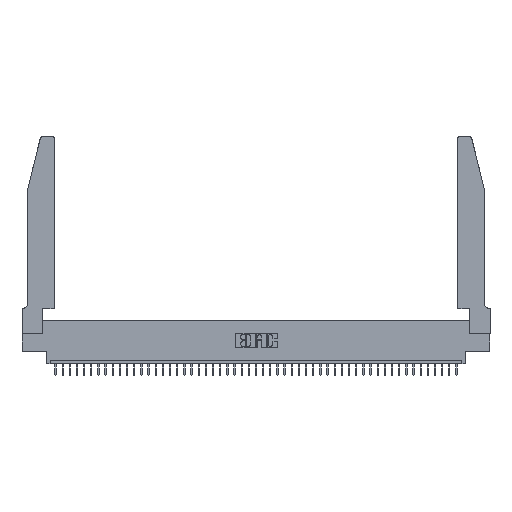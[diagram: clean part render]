
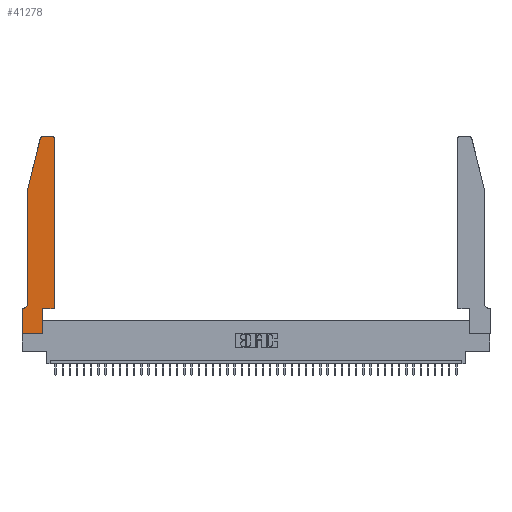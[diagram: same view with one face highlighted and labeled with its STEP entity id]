
A CAD part, top view. The second image highlights one B-rep face of the part: STEP entity #41278.
In plain terms, the highlighted planar face has unit normal (0, 0, 1).
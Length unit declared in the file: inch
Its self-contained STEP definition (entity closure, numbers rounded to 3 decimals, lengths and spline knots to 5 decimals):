
#1245 = VECTOR ( 'NONE', #14480, 39.37008 ) ;
#1374 = DIRECTION ( 'NONE',  ( 0., 0., 1. ) ) ;
#1953 = DIRECTION ( 'NONE',  ( 1., 0., 0. ) ) ;
#1956 = VECTOR ( 'NONE', #25040, 39.37008 ) ;
#2294 = LINE ( 'NONE', #8608, #36609 ) ;
#2408 = LINE ( 'NONE', #8176, #1245 ) ;
#2656 = EDGE_CURVE ( 'NONE', #18381, #14700, #24302, .T. ) ;
#3070 = CARTESIAN_POINT ( 'NONE',  ( 0., 0., 0.37 ) ) ;
#3469 = CARTESIAN_POINT ( 'NONE',  ( 0.0755, 0.42, 0.37 ) ) ;
#4410 = DIRECTION ( 'NONE',  ( -1., 0., 0. ) ) ;
#4479 = VERTEX_POINT ( 'NONE', #32809 ) ;
#4559 = CARTESIAN_POINT ( 'NONE',  ( 0.4505, 0.35, 0.37 ) ) ;
#6218 = VERTEX_POINT ( 'NONE', #3469 ) ;
#6234 = ORIENTED_EDGE ( 'NONE', *, *, #21293, .T. ) ;
#6365 = VECTOR ( 'NONE', #22524, 39.37008 ) ;
#6768 = CARTESIAN_POINT ( 'NONE',  ( 0., 0.35, 0.37 ) ) ;
#7345 = EDGE_CURVE ( 'NONE', #14700, #11321, #16708, .T. ) ;
#7559 = DIRECTION ( 'NONE',  ( -1., 0., 0. ) ) ;
#7769 = VECTOR ( 'NONE', #32085, 39.37008 ) ;
#8176 = CARTESIAN_POINT ( 'NONE',  ( 0.4505, 0.35, 0.37 ) ) ;
#8608 = CARTESIAN_POINT ( 'NONE',  ( 0., 0., 0.37 ) ) ;
#8970 = VERTEX_POINT ( 'NONE', #39592 ) ;
#10524 = EDGE_CURVE ( 'NONE', #17452, #11819, #45185, .T. ) ;
#11321 = VERTEX_POINT ( 'NONE', #44799 ) ;
#11513 = CARTESIAN_POINT ( 'NONE',  ( 0.25487, 2.72718, 0.37 ) ) ;
#11615 = EDGE_CURVE ( 'NONE', #31374, #6218, #15723, .T. ) ;
#11703 = ORIENTED_EDGE ( 'NONE', *, *, #22904, .T. ) ;
#11819 = VERTEX_POINT ( 'NONE', #18161 ) ;
#12386 = ORIENTED_EDGE ( 'NONE', *, *, #11615, .T. ) ;
#12983 = DIRECTION ( 'NONE',  ( -0.239, -0.971, 0. ) ) ;
#14000 = ORIENTED_EDGE ( 'NONE', *, *, #28079, .T. ) ;
#14480 = DIRECTION ( 'NONE',  ( 0., 1., 0. ) ) ;
#14558 = ORIENTED_EDGE ( 'NONE', *, *, #38969, .T. ) ;
#14700 = VERTEX_POINT ( 'NONE', #27347 ) ;
#15671 = CARTESIAN_POINT ( 'NONE',  ( 0.4505, 2.72, 0.37 ) ) ;
#15723 = LINE ( 'NONE', #38525, #6365 ) ;
#16708 = LINE ( 'NONE', #28093, #7769 ) ;
#17452 = VERTEX_POINT ( 'NONE', #6768 ) ;
#17516 = CARTESIAN_POINT ( 'NONE',  ( 0.0755, 2., 0.37 ) ) ;
#18161 = CARTESIAN_POINT ( 'NONE',  ( 0., 0., 0.37 ) ) ;
#18381 = VERTEX_POINT ( 'NONE', #15671 ) ;
#19254 = VECTOR ( 'NONE', #35278, 39.37008 ) ;
#20312 = ORIENTED_EDGE ( 'NONE', *, *, #41402, .T. ) ;
#21293 = EDGE_CURVE ( 'NONE', #11321, #39954, #45259, .T. ) ;
#21863 = VERTEX_POINT ( 'NONE', #4559 ) ;
#22524 = DIRECTION ( 'NONE',  ( 0., -1., 0. ) ) ;
#22774 = CIRCLE ( 'NONE', #27521, 0.07 ) ;
#22904 = EDGE_CURVE ( 'NONE', #4479, #17452, #26225, .T. ) ;
#23478 = DIRECTION ( 'NONE',  ( 1., 0., 0. ) ) ;
#23665 = ORIENTED_EDGE ( 'NONE', *, *, #10524, .T. ) ;
#23703 = ORIENTED_EDGE ( 'NONE', *, *, #30350, .T. ) ;
#24302 = CIRCLE ( 'NONE', #43743, 0.03 ) ;
#24728 = ORIENTED_EDGE ( 'NONE', *, *, #2656, .T. ) ;
#24761 = FACE_OUTER_BOUND ( 'NONE', #45349, .T. ) ;
#24905 = CARTESIAN_POINT ( 'NONE',  ( 0.2865, 0.35, 0.37 ) ) ;
#25040 = DIRECTION ( 'NONE',  ( 0., 1., 0. ) ) ;
#25764 = ORIENTED_EDGE ( 'NONE', *, *, #7345, .T. ) ;
#26225 = LINE ( 'NONE', #32608, #40077 ) ;
#26955 = ORIENTED_EDGE ( 'NONE', *, *, #45726, .T. ) ;
#27347 = CARTESIAN_POINT ( 'NONE',  ( 0.4205, 2.75, 0.37 ) ) ;
#27521 = AXIS2_PLACEMENT_3D ( 'NONE', #42876, #36223, #7559 ) ;
#28079 = EDGE_CURVE ( 'NONE', #8970, #21863, #44156, .T. ) ;
#28093 = CARTESIAN_POINT ( 'NONE',  ( 0.2605, 2.75, 0.37 ) ) ;
#29103 = LINE ( 'NONE', #24905, #1956 ) ;
#29133 = CARTESIAN_POINT ( 'NONE',  ( 0.4205, 2.72, 0.37 ) ) ;
#30350 = EDGE_CURVE ( 'NONE', #39954, #31374, #44946, .T. ) ;
#30988 = DIRECTION ( 'NONE',  ( 0., -1., 0. ) ) ;
#31221 = EDGE_CURVE ( 'NONE', #21863, #18381, #2408, .T. ) ;
#31259 = CARTESIAN_POINT ( 'NONE',  ( 0.0755, 2., 0.37 ) ) ;
#31374 = VERTEX_POINT ( 'NONE', #17516 ) ;
#31428 = DIRECTION ( 'NONE',  ( 0., 0., 1. ) ) ;
#32046 = AXIS2_PLACEMENT_3D ( 'NONE', #45179, #31428, #45629 ) ;
#32085 = DIRECTION ( 'NONE',  ( -1., 0., 0. ) ) ;
#32422 = CARTESIAN_POINT ( 'NONE',  ( 0.2865, 0., 0.37 ) ) ;
#32608 = CARTESIAN_POINT ( 'NONE',  ( 0.0755, 0.35, 0.37 ) ) ;
#32757 = VERTEX_POINT ( 'NONE', #32422 ) ;
#32809 = CARTESIAN_POINT ( 'NONE',  ( 0.0055, 0.35, 0.37 ) ) ;
#33959 = CARTESIAN_POINT ( 'NONE',  ( 0.284, 2.72, 0.37 ) ) ;
#35278 = DIRECTION ( 'NONE',  ( 1., 0., 0. ) ) ;
#35412 = CARTESIAN_POINT ( 'NONE',  ( 0.4505, 0.35, 0.37 ) ) ;
#36223 = DIRECTION ( 'NONE',  ( 0., 0., -1. ) ) ;
#36609 = VECTOR ( 'NONE', #1953, 39.37008 ) ;
#38236 = PLANE ( 'NONE',  #32046 ) ;
#38525 = CARTESIAN_POINT ( 'NONE',  ( 0.0755, 2., 0.37 ) ) ;
#38821 = ORIENTED_EDGE ( 'NONE', *, *, #31221, .T. ) ;
#38969 = EDGE_CURVE ( 'NONE', #6218, #4479, #22774, .T. ) ;
#39592 = CARTESIAN_POINT ( 'NONE',  ( 0.2865, 0.35, 0.37 ) ) ;
#39954 = VERTEX_POINT ( 'NONE', #11513 ) ;
#40077 = VECTOR ( 'NONE', #4410, 39.37008 ) ;
#40106 = DIRECTION ( 'NONE',  ( 1., 0., 0. ) ) ;
#41073 = DIRECTION ( 'NONE',  ( 0., 0., 1. ) ) ;
#41278 = ADVANCED_FACE ( 'NONE', ( #24761 ), #38236, .T. ) ;
#41402 = EDGE_CURVE ( 'NONE', #32757, #8970, #29103, .T. ) ;
#42876 = CARTESIAN_POINT ( 'NONE',  ( 0.0055, 0.42, 0.37 ) ) ;
#42929 = VECTOR ( 'NONE', #30988, 39.37008 ) ;
#43743 = AXIS2_PLACEMENT_3D ( 'NONE', #29133, #1374, #40106 ) ;
#43796 = VECTOR ( 'NONE', #12983, 39.37008 ) ;
#44156 = LINE ( 'NONE', #35412, #19254 ) ;
#44799 = CARTESIAN_POINT ( 'NONE',  ( 0.284, 2.75, 0.37 ) ) ;
#44946 = LINE ( 'NONE', #31259, #43796 ) ;
#45179 = CARTESIAN_POINT ( 'NONE',  ( 0., 0.35, 0.37 ) ) ;
#45185 = LINE ( 'NONE', #3070, #42929 ) ;
#45259 = CIRCLE ( 'NONE', #45757, 0.03 ) ;
#45349 = EDGE_LOOP ( 'NONE', ( #25764, #6234, #23703, #12386, #14558, #11703, #23665, #26955, #20312, #14000, #38821, #24728 ) ) ;
#45629 = DIRECTION ( 'NONE',  ( 1., 0., 0. ) ) ;
#45726 = EDGE_CURVE ( 'NONE', #11819, #32757, #2294, .T. ) ;
#45757 = AXIS2_PLACEMENT_3D ( 'NONE', #33959, #41073, #23478 ) ;
